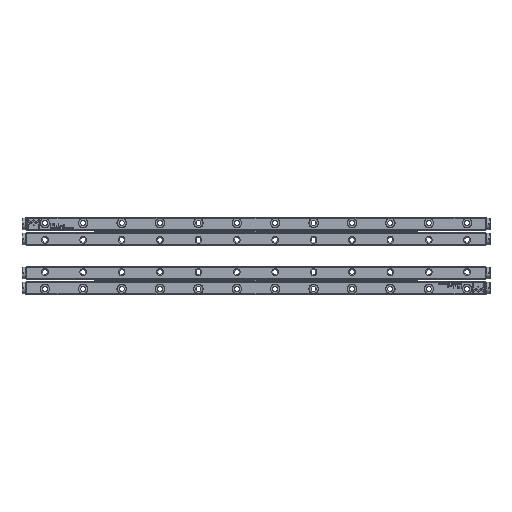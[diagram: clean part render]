
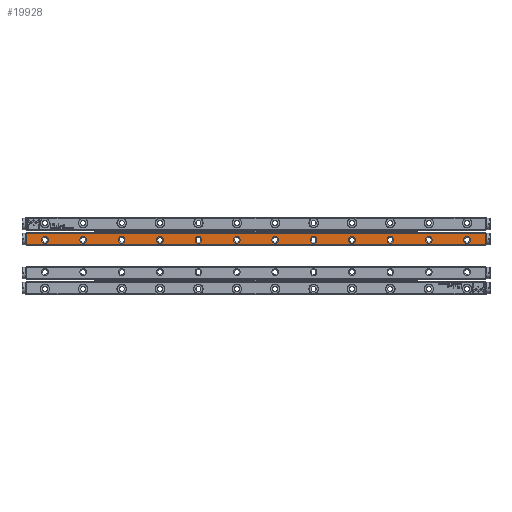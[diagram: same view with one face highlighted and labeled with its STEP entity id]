
A CAD part, top view. The second image highlights one B-rep face of the part: STEP entity #19928.
In plain terms, the highlighted planar face has unit normal (0, 0, 1).
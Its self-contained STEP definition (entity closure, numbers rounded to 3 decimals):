
#12821=FACE_BOUND('',#31610,.T.);
#12822=FACE_BOUND('',#31611,.T.);
#12823=FACE_BOUND('',#31612,.T.);
#12824=FACE_BOUND('',#31613,.T.);
#12825=FACE_BOUND('',#31614,.T.);
#12826=FACE_BOUND('',#31615,.T.);
#12827=FACE_BOUND('',#31616,.T.);
#12828=FACE_BOUND('',#31617,.T.);
#12829=FACE_BOUND('',#31618,.T.);
#12830=FACE_BOUND('',#31619,.T.);
#12831=FACE_BOUND('',#31620,.T.);
#12832=FACE_BOUND('',#31621,.T.);
#12833=FACE_BOUND('',#31622,.T.);
#16252=CIRCLE('',#94805,2.175);
#16253=CIRCLE('',#94806,2.175);
#16254=CIRCLE('',#94807,2.175);
#16255=CIRCLE('',#94808,2.175);
#16256=CIRCLE('',#94809,2.175);
#16257=CIRCLE('',#94810,2.175);
#16258=CIRCLE('',#94811,2.175);
#16259=CIRCLE('',#94812,2.175);
#16260=CIRCLE('',#94813,2.175);
#16261=CIRCLE('',#94814,2.175);
#16262=CIRCLE('',#94815,2.175);
#16263=CIRCLE('',#94816,2.175);
#19928=ADVANCED_FACE('',(#12821,#12822,#12823,#12824,#12825,#12826,#12827,
#12828,#12829,#12830,#12831,#12832,#12833),#22899,.T.);
#22899=PLANE('',#94817);
#31610=EDGE_LOOP('',(#50072));
#31611=EDGE_LOOP('',(#50073));
#31612=EDGE_LOOP('',(#50074));
#31613=EDGE_LOOP('',(#50075));
#31614=EDGE_LOOP('',(#50076));
#31615=EDGE_LOOP('',(#50077));
#31616=EDGE_LOOP('',(#50078));
#31617=EDGE_LOOP('',(#50079));
#31618=EDGE_LOOP('',(#50080));
#31619=EDGE_LOOP('',(#50081));
#31620=EDGE_LOOP('',(#50082));
#31621=EDGE_LOOP('',(#50083));
#31622=EDGE_LOOP('',(#50084,#50085,#50086,#50087));
#50072=ORIENTED_EDGE('',*,*,#71458,.T.);
#50073=ORIENTED_EDGE('',*,*,#71459,.T.);
#50074=ORIENTED_EDGE('',*,*,#71460,.T.);
#50075=ORIENTED_EDGE('',*,*,#71461,.T.);
#50076=ORIENTED_EDGE('',*,*,#71462,.T.);
#50077=ORIENTED_EDGE('',*,*,#71463,.T.);
#50078=ORIENTED_EDGE('',*,*,#71464,.T.);
#50079=ORIENTED_EDGE('',*,*,#71465,.T.);
#50080=ORIENTED_EDGE('',*,*,#71466,.T.);
#50081=ORIENTED_EDGE('',*,*,#71467,.T.);
#50082=ORIENTED_EDGE('',*,*,#71468,.T.);
#50083=ORIENTED_EDGE('',*,*,#71469,.T.);
#50084=ORIENTED_EDGE('',*,*,#71470,.T.);
#50085=ORIENTED_EDGE('',*,*,#71471,.T.);
#50086=ORIENTED_EDGE('',*,*,#71472,.T.);
#50087=ORIENTED_EDGE('',*,*,#71473,.T.);
#61156=VERTEX_POINT('',#137301);
#61157=VERTEX_POINT('',#137303);
#61158=VERTEX_POINT('',#137305);
#61159=VERTEX_POINT('',#137307);
#61160=VERTEX_POINT('',#137309);
#61161=VERTEX_POINT('',#137311);
#61162=VERTEX_POINT('',#137313);
#61163=VERTEX_POINT('',#137315);
#61164=VERTEX_POINT('',#137317);
#61165=VERTEX_POINT('',#137319);
#61166=VERTEX_POINT('',#137321);
#61167=VERTEX_POINT('',#137323);
#61168=VERTEX_POINT('',#137325);
#61169=VERTEX_POINT('',#137326);
#61170=VERTEX_POINT('',#137328);
#61171=VERTEX_POINT('',#137330);
#71458=EDGE_CURVE('',#61156,#61156,#16252,.T.);
#71459=EDGE_CURVE('',#61157,#61157,#16253,.T.);
#71460=EDGE_CURVE('',#61158,#61158,#16254,.T.);
#71461=EDGE_CURVE('',#61159,#61159,#16255,.T.);
#71462=EDGE_CURVE('',#61160,#61160,#16256,.T.);
#71463=EDGE_CURVE('',#61161,#61161,#16257,.T.);
#71464=EDGE_CURVE('',#61162,#61162,#16258,.T.);
#71465=EDGE_CURVE('',#61163,#61163,#16259,.T.);
#71466=EDGE_CURVE('',#61164,#61164,#16260,.T.);
#71467=EDGE_CURVE('',#61165,#61165,#16261,.T.);
#71468=EDGE_CURVE('',#61166,#61166,#16262,.T.);
#71469=EDGE_CURVE('',#61167,#61167,#16263,.T.);
#71470=EDGE_CURVE('',#61168,#61169,#79464,.T.);
#71471=EDGE_CURVE('',#61169,#61170,#79465,.T.);
#71472=EDGE_CURVE('',#61170,#61171,#79466,.T.);
#71473=EDGE_CURVE('',#61171,#61168,#79467,.T.);
#79464=LINE('',#137324,#86768);
#79465=LINE('',#137327,#86769);
#79466=LINE('',#137329,#86770);
#79467=LINE('',#137331,#86771);
#86768=VECTOR('',#113859,1.);
#86769=VECTOR('',#113860,1.);
#86770=VECTOR('',#113861,1.);
#86771=VECTOR('',#113862,1.);
#94805=AXIS2_PLACEMENT_3D('',#137300,#113835,#113836);
#94806=AXIS2_PLACEMENT_3D('',#137302,#113837,#113838);
#94807=AXIS2_PLACEMENT_3D('',#137304,#113839,#113840);
#94808=AXIS2_PLACEMENT_3D('',#137306,#113841,#113842);
#94809=AXIS2_PLACEMENT_3D('',#137308,#113843,#113844);
#94810=AXIS2_PLACEMENT_3D('',#137310,#113845,#113846);
#94811=AXIS2_PLACEMENT_3D('',#137312,#113847,#113848);
#94812=AXIS2_PLACEMENT_3D('',#137314,#113849,#113850);
#94813=AXIS2_PLACEMENT_3D('',#137316,#113851,#113852);
#94814=AXIS2_PLACEMENT_3D('',#137318,#113853,#113854);
#94815=AXIS2_PLACEMENT_3D('',#137320,#113855,#113856);
#94816=AXIS2_PLACEMENT_3D('',#137322,#113857,#113858);
#94817=AXIS2_PLACEMENT_3D('',#137332,#113863,#113864);
#113835=DIRECTION('',(0.,0.,-1.));
#113836=DIRECTION('',(-1.,0.,0.));
#113837=DIRECTION('',(0.,0.,-1.));
#113838=DIRECTION('',(-1.,0.,0.));
#113839=DIRECTION('',(0.,0.,-1.));
#113840=DIRECTION('',(-1.,0.,0.));
#113841=DIRECTION('',(0.,0.,-1.));
#113842=DIRECTION('',(-1.,0.,0.));
#113843=DIRECTION('',(0.,0.,-1.));
#113844=DIRECTION('',(-1.,0.,0.));
#113845=DIRECTION('',(0.,0.,-1.));
#113846=DIRECTION('',(-1.,0.,0.));
#113847=DIRECTION('',(0.,0.,-1.));
#113848=DIRECTION('',(-1.,0.,0.));
#113849=DIRECTION('',(0.,0.,-1.));
#113850=DIRECTION('',(-1.,0.,0.));
#113851=DIRECTION('',(0.,0.,-1.));
#113852=DIRECTION('',(-1.,0.,0.));
#113853=DIRECTION('',(0.,0.,-1.));
#113854=DIRECTION('',(-1.,0.,0.));
#113855=DIRECTION('',(0.,0.,-1.));
#113856=DIRECTION('',(-1.,0.,0.));
#113857=DIRECTION('',(0.,0.,-1.));
#113858=DIRECTION('',(-1.,0.,0.));
#113859=DIRECTION('',(1.,0.,0.));
#113860=DIRECTION('',(0.,1.,0.));
#113861=DIRECTION('',(-1.,0.,0.));
#113862=DIRECTION('',(0.,-1.,0.));
#113863=DIRECTION('',(0.,0.,1.));
#113864=DIRECTION('',(1.,0.,0.));
#137300=CARTESIAN_POINT('',(12.5,35.5,8.));
#137301=CARTESIAN_POINT('',(10.325,35.5,8.));
#137302=CARTESIAN_POINT('',(37.5,35.5,8.));
#137303=CARTESIAN_POINT('',(35.325,35.5,8.));
#137304=CARTESIAN_POINT('',(62.5,35.5,8.));
#137305=CARTESIAN_POINT('',(60.325,35.5,8.));
#137306=CARTESIAN_POINT('',(87.5,35.5,8.));
#137307=CARTESIAN_POINT('',(85.325,35.5,8.));
#137308=CARTESIAN_POINT('',(112.5,35.5,8.));
#137309=CARTESIAN_POINT('',(110.325,35.5,8.));
#137310=CARTESIAN_POINT('',(137.5,35.5,8.));
#137311=CARTESIAN_POINT('',(135.325,35.5,8.));
#137312=CARTESIAN_POINT('',(162.5,35.5,8.));
#137313=CARTESIAN_POINT('',(160.325,35.5,8.));
#137314=CARTESIAN_POINT('',(187.5,35.5,8.));
#137315=CARTESIAN_POINT('',(185.325,35.5,8.));
#137316=CARTESIAN_POINT('',(212.5,35.5,8.));
#137317=CARTESIAN_POINT('',(210.325,35.5,8.));
#137318=CARTESIAN_POINT('',(237.5,35.5,8.));
#137319=CARTESIAN_POINT('',(235.325,35.5,8.));
#137320=CARTESIAN_POINT('',(262.5,35.5,8.));
#137321=CARTESIAN_POINT('',(260.325,35.5,8.));
#137322=CARTESIAN_POINT('',(287.5,35.5,8.));
#137323=CARTESIAN_POINT('',(285.325,35.5,8.));
#137324=CARTESIAN_POINT('',(150.,32.425,8.));
#137325=CARTESIAN_POINT('',(0.425,32.425,8.));
#137326=CARTESIAN_POINT('',(299.575,32.425,8.));
#137327=CARTESIAN_POINT('',(299.575,36.125,8.));
#137328=CARTESIAN_POINT('',(299.575,39.825,8.));
#137329=CARTESIAN_POINT('',(150.,39.825,8.));
#137330=CARTESIAN_POINT('',(0.425,39.825,8.));
#137331=CARTESIAN_POINT('',(0.425,36.125,8.));
#137332=CARTESIAN_POINT('',(150.,36.125,8.));
